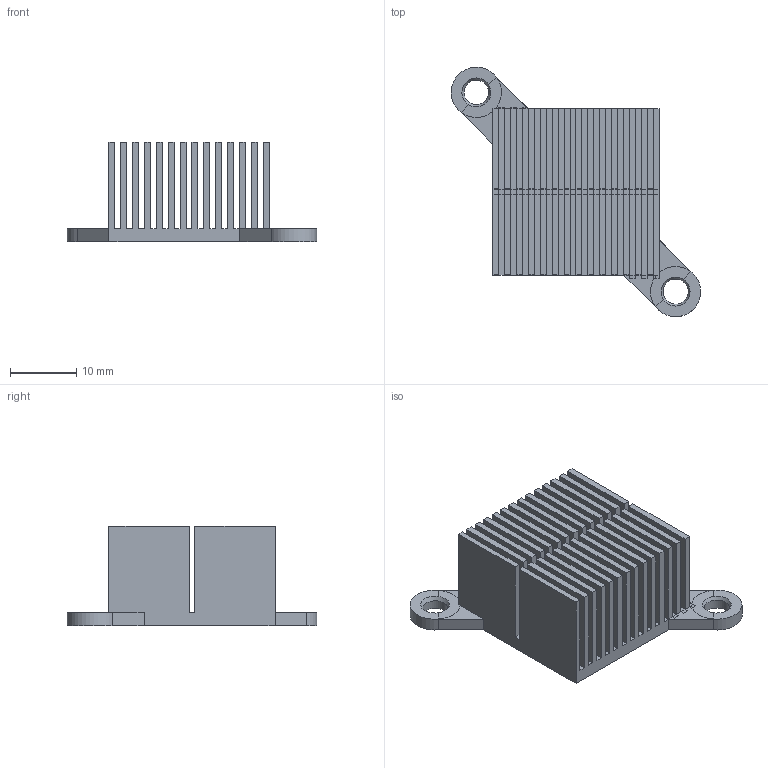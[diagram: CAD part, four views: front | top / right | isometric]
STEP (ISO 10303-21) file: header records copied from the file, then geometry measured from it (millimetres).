
FILE_DESCRIPTION(('FreeCAD Model'),'2;1');
FILE_NAME('Open CASCADE Shape Model','2021-11-21T09:05:51',(''),(''), 'Open CASCADE STEP processor 7.6','FreeCAD','Unknown');
FILE_SCHEMA(('AUTOMOTIVE_DESIGN { 1 0 10303 214 1 1 1 1 }'));
Length unit declared in the file: millimetre
Products named in the file (3): Heatsink; sinkage; 25mm
Assembly tree (2 placements, depth 2):
  Heatsink
    sinkage
    25mm
Bounding box: 37.55 x 37.54 x 15 mm (x, y, z)
Volume: 5398.9 mm3; surface area: 11194.1 mm2
Topology: 1 solids, 1 shells, 219 faces, 525 edges, 308 vertices
Faces by surface type: plane 212, cylinder 5, cone 2
Full cylindrical faces by diameter (mm): 3.7 x1, 3.8 x1
Entity records: 14717 total; most frequent: CARTESIAN_POINT 3915, DIRECTION 2037, LINE 1483, VECTOR 1483, ORIENTED_EDGE 1042, PCURVE 1042, DEFINITIONAL_REPRESENTATION 1042, EDGE_CURVE 521
